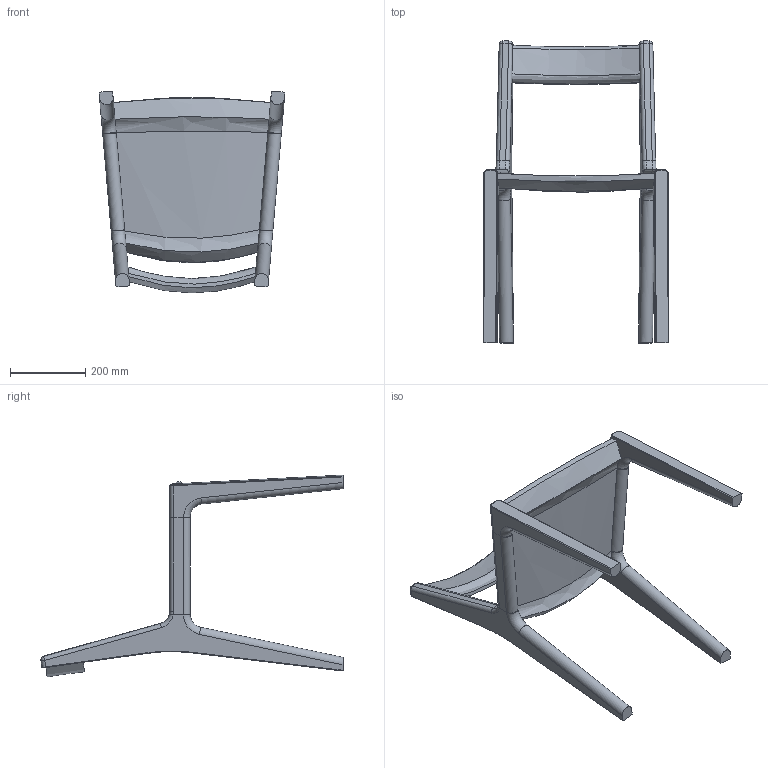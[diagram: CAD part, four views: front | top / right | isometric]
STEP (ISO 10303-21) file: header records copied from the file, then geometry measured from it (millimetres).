
FILE_DESCRIPTION(/* description */ (''),/* implementation_level */ '2;1');
FILE_NAME(/* name */ 'NEW v7 celek.step',/* time_stamp */ '2022-07-08T17:05:23+02:00',/* author */ (''),/* organization */ (''),/* preprocessor_version */ 'ST-DEVELOPER v19',/* originating_system */ 'Autodesk Translation Framework v11.7.0.108',/* authorisation */ '');
FILE_SCHEMA (('AUTOMOTIVE_DESIGN { 1 0 10303 214 3 1 1 }'));
Length unit declared in the file: millimetre
Products named in the file (5): NEW; Opěrák; Noha; Noha(Mirror); Sedák (1)
Assembly tree (4 placements, depth 2):
  NEW
    Opěrák
    Noha
    Noha(Mirror)
    Sedák (1)
Bounding box: 493.85 x 802.78 x 536.6 mm (x, y, z)
Volume: 10761851.7 mm3; surface area: 975358.2 mm2
Topology: 8 solids, 8 shells, 138 faces, 318 edges, 196 vertices
Faces by surface type: plane 60, cylinder 32, bspline 20, torus 14, cone 8, sphere 4
Entity records: 5196 total; most frequent: CARTESIAN_POINT 2011, ORIENTED_EDGE 636, DIRECTION 619, EDGE_CURVE 318, AXIS2_PLACEMENT_3D 221, VERTEX_POINT 196, LINE 177, VECTOR 177
